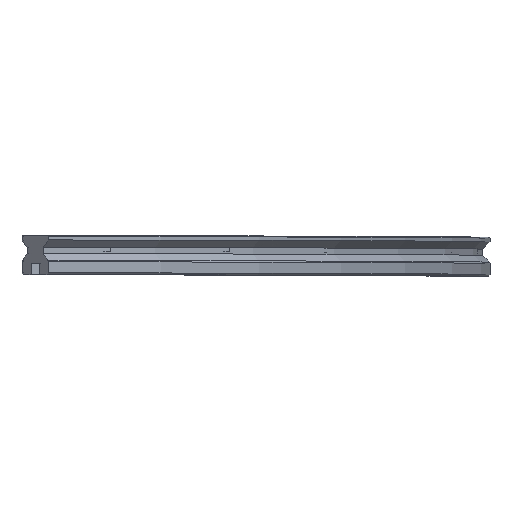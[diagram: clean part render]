
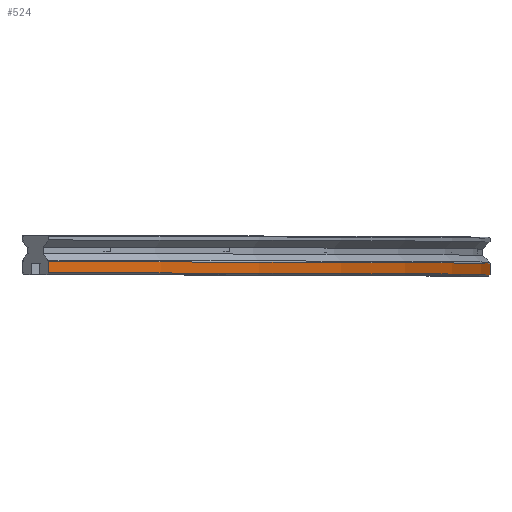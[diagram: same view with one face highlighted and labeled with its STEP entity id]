
A CAD part, top view. The second image highlights one B-rep face of the part: STEP entity #524.
In plain terms, the highlighted cylindrical face has radius 810 mm (diameter 1620 mm), a partial arc.
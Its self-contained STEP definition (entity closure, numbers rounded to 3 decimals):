
#7 = CARTESIAN_POINT ( 'NONE',  ( -227.244, 1., 572.756 ) ) ;
#16 = DIRECTION ( 'NONE',  ( 0.707, 0., 0.707 ) ) ;
#30 = EDGE_LOOP ( 'NONE', ( #887, #1292, #1135, #400 ) ) ;
#58 = EDGE_CURVE ( 'NONE', #1307, #485, #98, .T. ) ;
#98 = LINE ( 'NONE', #124, #945 ) ;
#124 = CARTESIAN_POINT ( 'NONE',  ( 10., 1., 0. ) ) ;
#152 = EDGE_CURVE ( 'NONE', #479, #1307, #1293, .T. ) ;
#166 = CARTESIAN_POINT ( 'NONE',  ( -800., 6.936, 0. ) ) ;
#276 = DIRECTION ( 'NONE',  ( 0.707, 0., 0.707 ) ) ;
#400 = ORIENTED_EDGE ( 'NONE', *, *, #58, .T. ) ;
#421 = AXIS2_PLACEMENT_3D ( 'NONE', #166, #1502, #16 ) ;
#457 = EDGE_CURVE ( 'NONE', #479, #839, #1322, .T. ) ;
#467 = AXIS2_PLACEMENT_3D ( 'NONE', #1615, #1668, #276 ) ;
#479 = VERTEX_POINT ( 'NONE', #552 ) ;
#485 = VERTEX_POINT ( 'NONE', #1905 ) ;
#497 = VECTOR ( 'NONE', #588, 1000. ) ;
#524 = ADVANCED_FACE ( 'NONE', ( #851 ), #843, .T. ) ;
#552 = CARTESIAN_POINT ( 'NONE',  ( -227.244, 1., 572.756 ) ) ;
#570 = DIRECTION ( 'NONE',  ( 0., 1., 0. ) ) ;
#588 = DIRECTION ( 'NONE',  ( 0., 1., 0. ) ) ;
#695 = DIRECTION ( 'NONE',  ( 0., 1., 0. ) ) ;
#839 = VERTEX_POINT ( 'NONE', #1237 ) ;
#843 = CYLINDRICAL_SURFACE ( 'NONE', #1314, 810. ) ;
#851 = FACE_OUTER_BOUND ( 'NONE', #30, .T. ) ;
#887 = ORIENTED_EDGE ( 'NONE', *, *, #1906, .F. ) ;
#919 = CARTESIAN_POINT ( 'NONE',  ( 10., 1., 0. ) ) ;
#945 = VECTOR ( 'NONE', #695, 1000. ) ;
#1128 = CARTESIAN_POINT ( 'NONE',  ( -800., 0., 0. ) ) ;
#1135 = ORIENTED_EDGE ( 'NONE', *, *, #152, .T. ) ;
#1237 = CARTESIAN_POINT ( 'NONE',  ( -227.244, 6.936, 572.756 ) ) ;
#1292 = ORIENTED_EDGE ( 'NONE', *, *, #457, .F. ) ;
#1293 = CIRCLE ( 'NONE', #467, 810. ) ;
#1307 = VERTEX_POINT ( 'NONE', #919 ) ;
#1314 = AXIS2_PLACEMENT_3D ( 'NONE', #1128, #570, #1450 ) ;
#1322 = LINE ( 'NONE', #7, #497 ) ;
#1450 = DIRECTION ( 'NONE',  ( 0., 0., 1. ) ) ;
#1502 = DIRECTION ( 'NONE',  ( 0., 1., 0. ) ) ;
#1615 = CARTESIAN_POINT ( 'NONE',  ( -800., 1., 0. ) ) ;
#1668 = DIRECTION ( 'NONE',  ( 0., 1., 0. ) ) ;
#1746 = CIRCLE ( 'NONE', #421, 810. ) ;
#1905 = CARTESIAN_POINT ( 'NONE',  ( 10., 6.936, 0. ) ) ;
#1906 = EDGE_CURVE ( 'NONE', #839, #485, #1746, .T. ) ;
